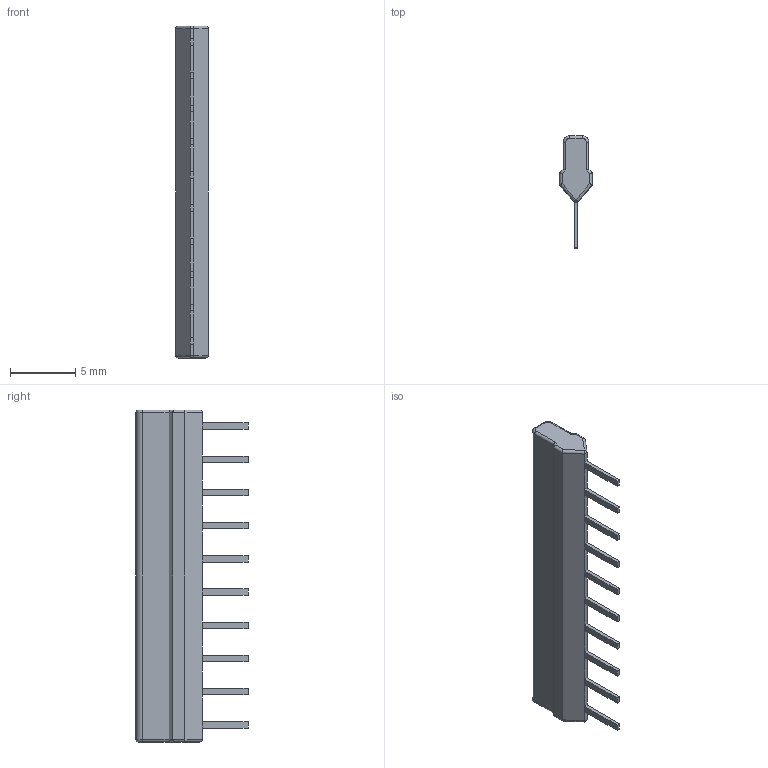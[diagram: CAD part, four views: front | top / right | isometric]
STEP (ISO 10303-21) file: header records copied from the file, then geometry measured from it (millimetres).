
FILE_DESCRIPTION(('STEP AP203'), '1');
FILE_NAME('HP1-4-10M', '2024-04-26T13:32:11', ('ava'), (''), 'ASCON STEP Converter 1.3', 'ASCON Math Kernel', '');
FILE_SCHEMA(('CONFIG_CONTROL_DESIGN'));
Length unit declared in the file: millimetre
Products named in the file (1): 9
Bounding box: 2.5 x 8.58 x 25.4 mm (x, y, z)
Volume: 249.5 mm3; surface area: 399.2 mm2
Topology: 1 solids, 1 shells, 98 faces, 224 edges, 128 vertices
Faces by surface type: plane 72, cylinder 22, torus 4
Entity records: 3056 total; most frequent: CARTESIAN_POINT 499, ORIENTED_EDGE 448, DIRECTION 422, EDGE_CURVE 224, LINE 192, VECTOR 192, VERTEX_POINT 128, AXIS2_PLACEMENT_3D 115
